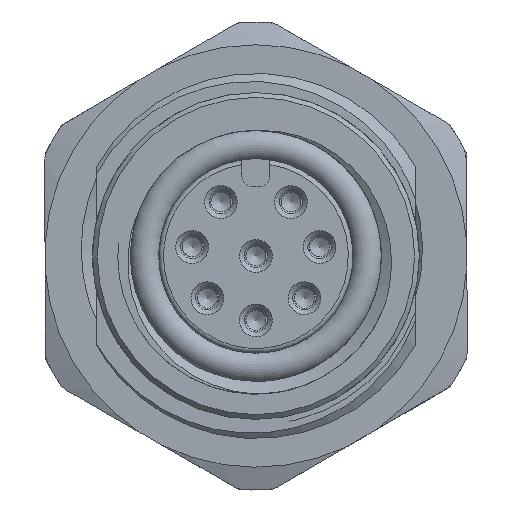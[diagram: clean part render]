
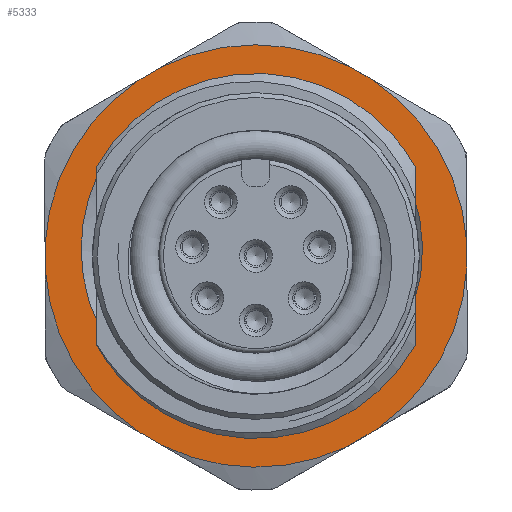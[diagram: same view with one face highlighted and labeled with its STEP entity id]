
A CAD part, front view. The second image highlights one B-rep face of the part: STEP entity #5333.
In plain terms, the highlighted face is planar.
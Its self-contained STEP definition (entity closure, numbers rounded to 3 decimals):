
#415=B_SPLINE_CURVE_WITH_KNOTS('',3,(#46456,#46457,#46458,#46459,#46460,
#46461,#46462),.UNSPECIFIED.,.F.,.F.,(4,1,1,1,4),(0.,0.004,
0.009,0.013,0.017),
 .UNSPECIFIED.);
#416=B_SPLINE_CURVE_WITH_KNOTS('',3,(#46466,#46467,#46468,#46469,#46470,
#46471,#46472),.UNSPECIFIED.,.F.,.F.,(4,1,1,1,4),(0.,
0.004,0.009,0.013,0.017),
 .UNSPECIFIED.);
#537=PLANE('',#6194);
#762=CIRCLE('',#6195,7.6);
#763=CIRCLE('',#6196,6.93);
#764=CIRCLE('',#6197,9.024);
#765=CIRCLE('',#6198,9.024);
#766=CIRCLE('',#6199,9.024);
#767=CIRCLE('',#6200,9.024);
#768=CIRCLE('',#6201,9.024);
#769=CIRCLE('',#6202,9.024);
#1769=ORIENTED_EDGE('',*,*,#2779,.T.);
#1770=ORIENTED_EDGE('',*,*,#2780,.T.);
#1771=ORIENTED_EDGE('',*,*,#2781,.T.);
#1772=ORIENTED_EDGE('',*,*,#2782,.T.);
#1773=ORIENTED_EDGE('',*,*,#2783,.F.);
#1774=ORIENTED_EDGE('',*,*,#2784,.T.);
#1775=ORIENTED_EDGE('',*,*,#2785,.F.);
#1776=ORIENTED_EDGE('',*,*,#2786,.T.);
#1777=ORIENTED_EDGE('',*,*,#2787,.F.);
#1778=ORIENTED_EDGE('',*,*,#2788,.T.);
#1779=ORIENTED_EDGE('',*,*,#2789,.F.);
#1780=ORIENTED_EDGE('',*,*,#2790,.T.);
#1781=ORIENTED_EDGE('',*,*,#2791,.F.);
#1782=ORIENTED_EDGE('',*,*,#2792,.T.);
#1783=ORIENTED_EDGE('',*,*,#2793,.F.);
#1784=ORIENTED_EDGE('',*,*,#2794,.T.);
#2779=EDGE_CURVE('',#3382,#3383,#762,.T.);
#2780=EDGE_CURVE('',#3383,#3384,#415,.T.);
#2781=EDGE_CURVE('',#3384,#3385,#763,.F.);
#2782=EDGE_CURVE('',#3385,#3382,#416,.T.);
#2783=EDGE_CURVE('',#3386,#3387,#764,.F.);
#2784=EDGE_CURVE('',#3386,#3388,#3718,.T.);
#2785=EDGE_CURVE('',#3389,#3388,#765,.F.);
#2786=EDGE_CURVE('',#3389,#3390,#3719,.T.);
#2787=EDGE_CURVE('',#3391,#3390,#766,.F.);
#2788=EDGE_CURVE('',#3391,#3392,#3720,.T.);
#2789=EDGE_CURVE('',#3393,#3392,#767,.F.);
#2790=EDGE_CURVE('',#3393,#3394,#3721,.T.);
#2791=EDGE_CURVE('',#3395,#3394,#768,.F.);
#2792=EDGE_CURVE('',#3395,#3396,#3722,.T.);
#2793=EDGE_CURVE('',#3397,#3396,#769,.F.);
#2794=EDGE_CURVE('',#3397,#3387,#3723,.T.);
#3382=VERTEX_POINT('',#46454);
#3383=VERTEX_POINT('',#46455);
#3384=VERTEX_POINT('',#46463);
#3385=VERTEX_POINT('',#46465);
#3386=VERTEX_POINT('',#46474);
#3387=VERTEX_POINT('',#46475);
#3388=VERTEX_POINT('',#46477);
#3389=VERTEX_POINT('',#46479);
#3390=VERTEX_POINT('',#46481);
#3391=VERTEX_POINT('',#46483);
#3392=VERTEX_POINT('',#46485);
#3393=VERTEX_POINT('',#46487);
#3394=VERTEX_POINT('',#46489);
#3395=VERTEX_POINT('',#46491);
#3396=VERTEX_POINT('',#46493);
#3397=VERTEX_POINT('',#46495);
#3718=LINE('',#46476,#3965);
#3719=LINE('',#46480,#3966);
#3720=LINE('',#46484,#3967);
#3721=LINE('',#46488,#3968);
#3722=LINE('',#46492,#3969);
#3723=LINE('',#46496,#3970);
#3965=VECTOR('',#7236,1000.);
#3966=VECTOR('',#7239,1000.);
#3967=VECTOR('',#7242,1000.);
#3968=VECTOR('',#7245,1000.);
#3969=VECTOR('',#7248,1000.);
#3970=VECTOR('',#7251,1000.);
#4354=EDGE_LOOP('',(#1769,#1770,#1771,#1772));
#4355=EDGE_LOOP('',(#1773,#1774,#1775,#1776,#1777,#1778,#1779,#1780,#1781,
#1782,#1783,#1784));
#4833=FACE_BOUND('',#4354,.T.);
#4834=FACE_BOUND('',#4355,.T.);
#5333=ADVANCED_FACE('',(#4833,#4834),#537,.T.);
#6194=AXIS2_PLACEMENT_3D('',#46452,#7228,#7229);
#6195=AXIS2_PLACEMENT_3D('',#46453,#7230,#7231);
#6196=AXIS2_PLACEMENT_3D('',#46464,#7232,#7233);
#6197=AXIS2_PLACEMENT_3D('',#46473,#7234,#7235);
#6198=AXIS2_PLACEMENT_3D('',#46478,#7237,#7238);
#6199=AXIS2_PLACEMENT_3D('',#46482,#7240,#7241);
#6200=AXIS2_PLACEMENT_3D('',#46486,#7243,#7244);
#6201=AXIS2_PLACEMENT_3D('',#46490,#7246,#7247);
#6202=AXIS2_PLACEMENT_3D('',#46494,#7249,#7250);
#7228=DIRECTION('',(1.,0.,0.));
#7229=DIRECTION('',(0.,0.,-1.));
#7230=DIRECTION('',(-1.,0.,0.));
#7231=DIRECTION('',(0.,1.,0.));
#7232=DIRECTION('',(1.,0.,0.));
#7233=DIRECTION('',(0.,0.,-1.));
#7234=DIRECTION('',(1.,0.,0.));
#7235=DIRECTION('',(0.,0.,-1.));
#7236=DIRECTION('',(0.,1.,0.));
#7237=DIRECTION('',(1.,0.,0.));
#7238=DIRECTION('',(0.,0.,-1.));
#7239=DIRECTION('',(0.,0.497,0.868));
#7240=DIRECTION('',(1.,0.,0.));
#7241=DIRECTION('',(0.,0.,-1.));
#7242=DIRECTION('',(0.,-0.497,0.868));
#7243=DIRECTION('',(1.,0.,0.));
#7244=DIRECTION('',(0.,0.,-1.));
#7245=DIRECTION('',(0.,-1.,0.));
#7246=DIRECTION('',(1.,0.,0.));
#7247=DIRECTION('',(0.,0.,-1.));
#7248=DIRECTION('',(0.,-0.498,-0.867));
#7249=DIRECTION('',(1.,0.,0.));
#7250=DIRECTION('',(0.,0.,-1.));
#7251=DIRECTION('',(0.,0.498,-0.867));
#46452=CARTESIAN_POINT('',(1.5,0.,0.));
#46453=CARTESIAN_POINT('',(1.5,0.,0.));
#46454=CARTESIAN_POINT('',(1.5,-4.081,6.411));
#46455=CARTESIAN_POINT('',(1.5,3.02,6.974));
#46456=CARTESIAN_POINT('',(1.5,3.02,6.974));
#46457=CARTESIAN_POINT('',(1.5,4.318,6.354));
#46458=CARTESIAN_POINT('',(1.5,6.523,4.378));
#46459=CARTESIAN_POINT('',(1.5,7.706,0.079));
#46460=CARTESIAN_POINT('',(1.5,6.285,-4.171));
#46461=CARTESIAN_POINT('',(1.5,3.917,-5.964));
#46462=CARTESIAN_POINT('',(1.5,2.558,-6.441));
#46463=CARTESIAN_POINT('',(1.5,2.558,-6.441));
#46464=CARTESIAN_POINT('',(1.5,0.,0.));
#46465=CARTESIAN_POINT('',(1.5,-1.511,-6.763));
#46466=CARTESIAN_POINT('',(1.5,-1.511,-6.763));
#46467=CARTESIAN_POINT('',(1.5,-2.927,-6.508));
#46468=CARTESIAN_POINT('',(1.5,-5.554,-5.103));
#46469=CARTESIAN_POINT('',(1.5,-7.621,-1.142));
#46470=CARTESIAN_POINT('',(1.5,-7.131,3.298));
#46471=CARTESIAN_POINT('',(1.5,-5.265,5.594));
#46472=CARTESIAN_POINT('',(1.5,-4.081,6.411));
#46473=CARTESIAN_POINT('',(1.5,0.,0.));
#46474=CARTESIAN_POINT('',(1.5,-0.764,-8.992));
#46475=CARTESIAN_POINT('',(1.5,-7.542,-4.955));
#46476=CARTESIAN_POINT('',(1.5,-4.376,-8.992));
#46477=CARTESIAN_POINT('',(1.5,0.764,-8.992));
#46478=CARTESIAN_POINT('',(1.5,0.,0.));
#46479=CARTESIAN_POINT('',(1.5,7.551,-4.941));
#46480=CARTESIAN_POINT('',(1.5,5.661,-8.243));
#46481=CARTESIAN_POINT('',(1.5,8.085,-4.008));
#46482=CARTESIAN_POINT('',(1.5,0.,0.));
#46483=CARTESIAN_POINT('',(1.5,8.085,4.008));
#46484=CARTESIAN_POINT('',(1.5,9.975,0.706));
#46485=CARTESIAN_POINT('',(1.5,7.551,4.941));
#46486=CARTESIAN_POINT('',(1.5,0.,0.));
#46487=CARTESIAN_POINT('',(1.5,0.537,9.008));
#46488=CARTESIAN_POINT('',(1.5,4.342,9.008));
#46489=CARTESIAN_POINT('',(1.5,-0.537,9.008));
#46490=CARTESIAN_POINT('',(1.5,0.,0.));
#46491=CARTESIAN_POINT('',(1.5,-7.542,4.955));
#46492=CARTESIAN_POINT('',(1.5,-5.646,8.254));
#46493=CARTESIAN_POINT('',(1.5,-8.078,4.024));
#46494=CARTESIAN_POINT('',(1.5,0.,0.));
#46495=CARTESIAN_POINT('',(1.5,-8.078,-4.024));
#46496=CARTESIAN_POINT('',(1.5,-9.974,-0.725));
